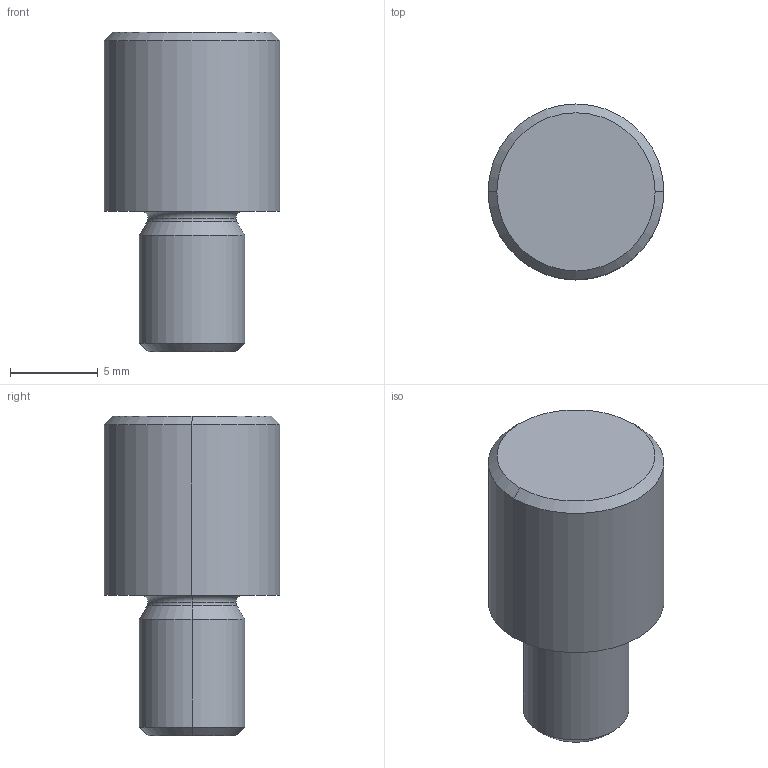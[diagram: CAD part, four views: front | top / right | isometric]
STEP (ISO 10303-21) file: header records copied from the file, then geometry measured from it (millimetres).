
FILE_DESCRIPTION (( 'STEP AP214' ), '1' );
FILE_NAME ('63633-20605115725383.step', '2007-06-05T15:57:27', ( 'SysAdmin' ), ( 'SolidWorks' ), 'SwSTEP 2.0', 'SolidWorks 2007', '' );
FILE_SCHEMA (( 'AUTOMOTIVE_DESIGN' ));
Length unit declared in the file: millimetre
Products named in the file (1): 63633-20605115725383
Bounding box: 10 x 10 x 18.2 mm (x, y, z)
Volume: 1013.6 mm3; surface area: 618.2 mm2
Topology: 1 solids, 1 shells, 17 faces, 32 edges, 18 vertices
Faces by surface type: cone 6, torus 4, cylinder 4, plane 3
Entity records: 638 total; most frequent: DIRECTION 90, CARTESIAN_POINT 68, ORIENTED_EDGE 64, AXIS2_PLACEMENT_3D 40, EDGE_CURVE 32, CIRCLE 22, UNCERTAINTY_MEASURE_WITH_UNIT 19, EDGE_LOOP 18
